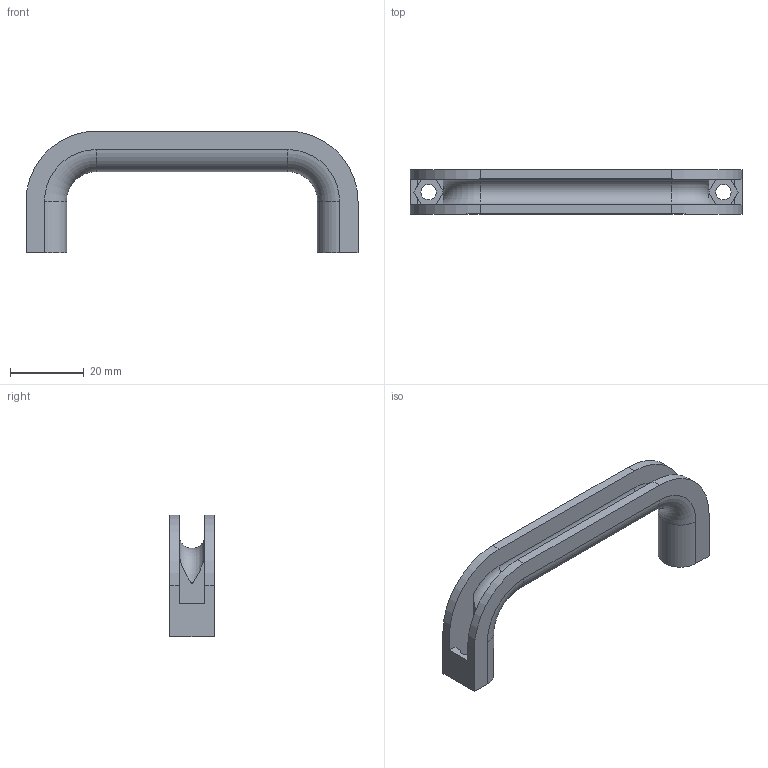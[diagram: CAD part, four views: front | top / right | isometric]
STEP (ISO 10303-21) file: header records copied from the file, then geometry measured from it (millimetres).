
FILE_DESCRIPTION(/* description */ (''),/* implementation_level */ '2;1');
FILE_NAME(/* name */ '10509_KriTec_Handgriff_PA_80.stp',/* time_stamp */ '2014-10-01T15:15:58+02:00',/* author */ ('kostic'),/* organization */ (''),/* preprocessor_version */ 'ST-DEVELOPER v15.2',/* originating_system */ 'Autodesk Inventor 2014',/* authorisation */ '');
FILE_SCHEMA (('AUTOMOTIVE_DESIGN { 1 0 10303 214 3 1 1 }'));
Length unit declared in the file: millimetre
Products named in the file (1): 10509_KriTec_Handgriff_PA_80
Bounding box: 90.12 x 12 x 33.06 mm (x, y, z)
Volume: 7339.9 mm3; surface area: 7391.6 mm2
Topology: 1 solids, 1 shells, 48 faces, 144 edges, 98 vertices
Faces by surface type: plane 34, cylinder 10, torus 4
Full cylindrical faces by diameter (mm): 4.2 x2
Entity records: 1691 total; most frequent: CARTESIAN_POINT 353, ORIENTED_EDGE 284, DIRECTION 260, EDGE_CURVE 142, LINE 106, VECTOR 106, VERTEX_POINT 98, AXIS2_PLACEMENT_3D 77
